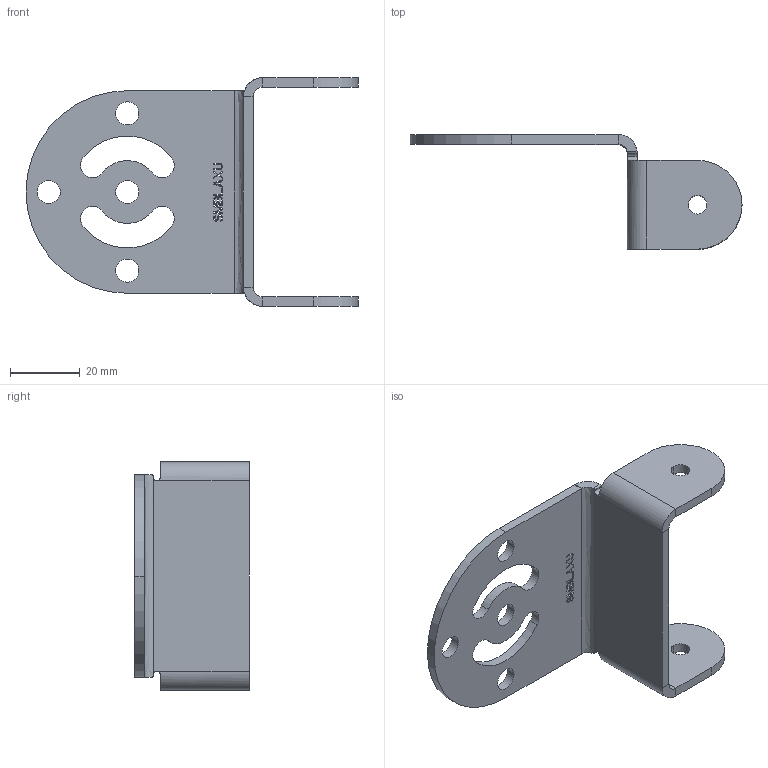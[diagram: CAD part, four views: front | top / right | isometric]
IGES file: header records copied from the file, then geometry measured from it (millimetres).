
Start section:  PTC IGES file: 155384.igs
Global section: file name: 155384.igs; native system: Pro/ENGINEER by Parametric Technology Corporation; preprocessor: 2009141; author: banengservice; organization: Unknown; date: 20110505.113805; units: inch
Bounding box: 95.03 x 32.81 x 65.54 mm (x, y, z)
Volume: 16446.9 mm3; surface area: 13915.8 mm2
Topology: 4 solids, 4 shells, 230 faces, 646 edges, 424 vertices
Faces by surface type: bspline 196, revolution 34
